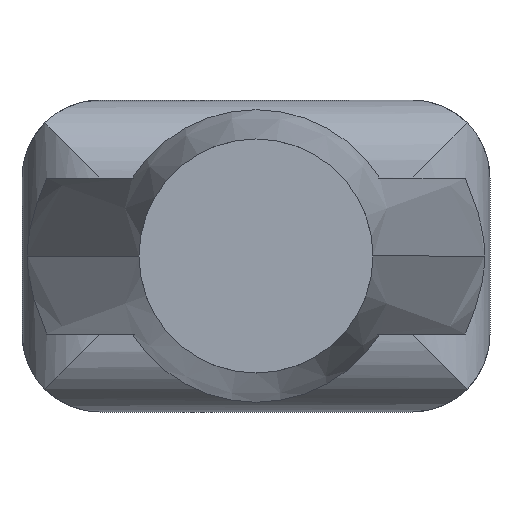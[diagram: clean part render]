
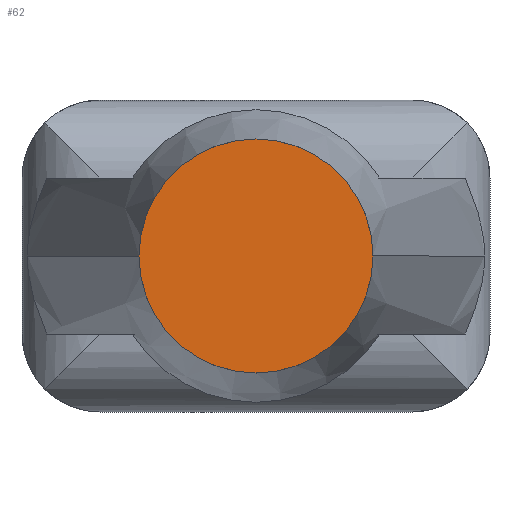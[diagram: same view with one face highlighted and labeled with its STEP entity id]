
A CAD part, left-side view. The second image highlights one B-rep face of the part: STEP entity #62.
In plain terms, the highlighted planar face has unit normal (-1, 0, 0).
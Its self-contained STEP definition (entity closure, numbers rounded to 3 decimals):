
#62=ADVANCED_FACE('',(#98),#99,.T.);
#98=FACE_OUTER_BOUND('',#137,.T.);
#99=PLANE('',#138);
#137=EDGE_LOOP('',(#294,#295));
#138=AXIS2_PLACEMENT_3D('',#296,#297,#298);
#294=ORIENTED_EDGE('',*,*,#314,.F.);
#295=ORIENTED_EDGE('',*,*,#367,.F.);
#296=CARTESIAN_POINT('',(0.0,0.75,0.0));
#297=DIRECTION('',(-1.0,0.0,0.0));
#298=DIRECTION('',(0.0,-1.0,0.0));
#314=EDGE_CURVE('',#369,#372,#373,.T.);
#367=EDGE_CURVE('',#372,#369,#463,.T.);
#369=VERTEX_POINT('',#465);
#372=VERTEX_POINT('',#469);
#373=CIRCLE('',#470,1.5);
#463=CIRCLE('',#691,1.5);
#465=CARTESIAN_POINT('',(0.0,1.5,0.0));
#469=CARTESIAN_POINT('',(0.0,-1.5,0.));
#470=AXIS2_PLACEMENT_3D('',#694,#695,#696);
#691=AXIS2_PLACEMENT_3D('',#807,#808,#809);
#694=CARTESIAN_POINT('',(0.0,0.0,0.0));
#695=DIRECTION('',(1.0,0.0,0.0));
#696=DIRECTION('',(0.0,1.0,0.0));
#807=CARTESIAN_POINT('',(0.0,0.0,0.0));
#808=DIRECTION('',(1.0,0.0,0.0));
#809=DIRECTION('',(0.0,1.0,0.0));
